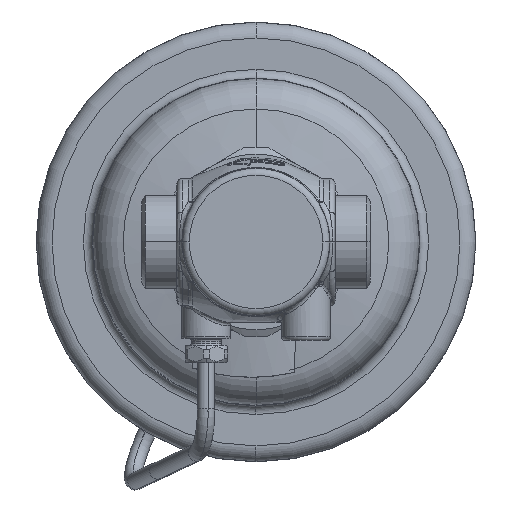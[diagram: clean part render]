
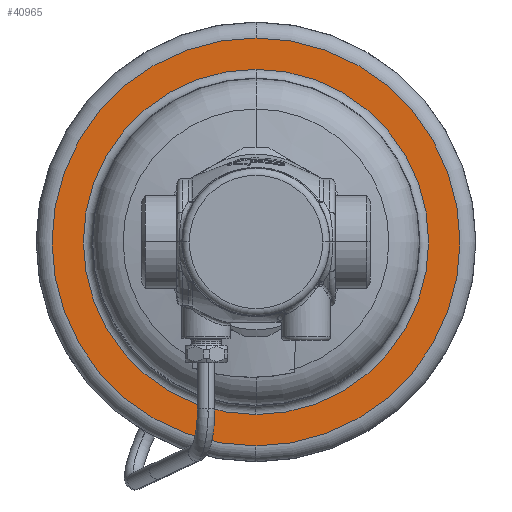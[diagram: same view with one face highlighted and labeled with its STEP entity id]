
A CAD part, front view. The second image highlights one B-rep face of the part: STEP entity #40965.
In plain terms, the highlighted face is planar.
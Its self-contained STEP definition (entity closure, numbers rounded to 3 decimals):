
#36148=CARTESIAN_POINT('',(23.5,0.,0.));
#36149=DIRECTION('',(1.,0.,0.));
#36150=DIRECTION('',(0.,1.,0.));
#36151=AXIS2_PLACEMENT_3D('',#36148,#36149,#36150);
#36153=CARTESIAN_POINT('',(23.5,0.,0.));
#36154=DIRECTION('',(-1.,0.,0.));
#36155=DIRECTION('',(0.,1.,0.));
#36156=AXIS2_PLACEMENT_3D('',#36153,#36154,#36155);
#36168=CARTESIAN_POINT('',(23.5,0.,0.));
#36169=DIRECTION('',(-1.,0.,0.));
#36170=DIRECTION('',(0.,1.,0.));
#36171=AXIS2_PLACEMENT_3D('',#36168,#36169,#36170);
#36173=CARTESIAN_POINT('',(23.5,0.,0.));
#36174=DIRECTION('',(1.,0.,0.));
#36175=DIRECTION('',(0.,1.,0.));
#36176=AXIS2_PLACEMENT_3D('',#36173,#36174,#36175);
#39429=CARTESIAN_POINT('',(23.5,58.05,0.));
#39431=VERTEX_POINT('',#39429);
#39432=CARTESIAN_POINT('',(23.5,49.137,0.));
#39434=VERTEX_POINT('',#39432);
#39461=CARTESIAN_POINT('',(23.5,-58.05,0.));
#39463=VERTEX_POINT('',#39461);
#39464=CARTESIAN_POINT('',(23.5,-49.137,0.));
#39466=VERTEX_POINT('',#39464);
#40950=CARTESIAN_POINT('',(23.5,0.,0.));
#40951=DIRECTION('',(1.,0.,0.));
#40952=DIRECTION('',(0.,-1.,0.));
#40953=AXIS2_PLACEMENT_3D('',#40950,#40951,#40952);
#40954=PLANE('',#40953);
#40955=ORIENTED_EDGE('',*,*,#40932,.T.);
#40956=ORIENTED_EDGE('',*,*,#40943,.F.);
#40957=EDGE_LOOP('',(#40955,#40956));
#40958=FACE_OUTER_BOUND('',#40957,.F.);
#40960=ORIENTED_EDGE('',*,*,#40959,.T.);
#40962=ORIENTED_EDGE('',*,*,#40961,.F.);
#40963=EDGE_LOOP('',(#40960,#40962));
#40964=FACE_BOUND('',#40963,.F.);
#36152=CIRCLE('',#36151,58.05);
#36157=CIRCLE('',#36156,58.05);
#36172=CIRCLE('',#36171,49.137);
#36177=CIRCLE('',#36176,49.137);
#40932=EDGE_CURVE('',#39431,#39463,#36152,.T.);
#40943=EDGE_CURVE('',#39431,#39463,#36157,.T.);
#40959=EDGE_CURVE('',#39434,#39466,#36172,.T.);
#40961=EDGE_CURVE('',#39434,#39466,#36177,.T.);
#40965=ADVANCED_FACE('',(#40958,#40964),#40954,.F.);
